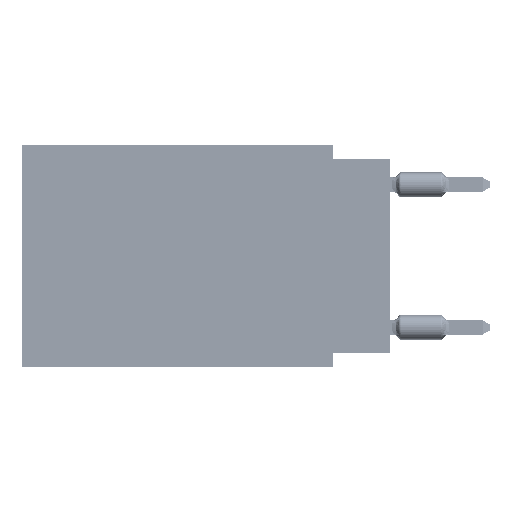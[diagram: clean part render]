
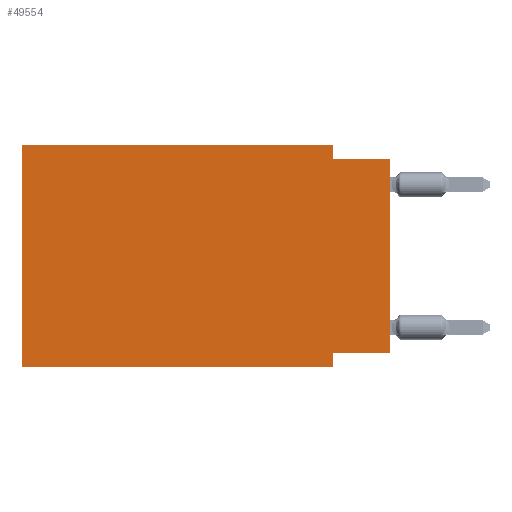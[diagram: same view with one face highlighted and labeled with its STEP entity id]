
A CAD part, left-side view. The second image highlights one B-rep face of the part: STEP entity #49554.
In plain terms, the highlighted planar face has unit normal (-1, 0, 0).
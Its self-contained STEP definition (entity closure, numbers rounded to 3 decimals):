
#2719 = LINE ( 'NONE', #50106, #63502 ) ;
#9080 = ORIENTED_EDGE ( 'NONE', *, *, #14398, .T. ) ;
#9422 = ORIENTED_EDGE ( 'NONE', *, *, #60272, .F. ) ;
#12543 = CARTESIAN_POINT ( 'NONE',  ( 0., 16.383, 0. ) ) ;
#14398 = EDGE_CURVE ( 'NONE', #26260, #31905, #19479, .T. ) ;
#19479 = LINE ( 'NONE', #57484, #74023 ) ;
#21305 = EDGE_CURVE ( 'NONE', #54436, #35462, #36031, .T. ) ;
#21520 = DIRECTION ( 'NONE',  ( 0., 0., -1. ) ) ;
#23093 = CARTESIAN_POINT ( 'NONE',  ( 0., 16.383, 0. ) ) ;
#23104 = DIRECTION ( 'NONE',  ( 0., 1., 0. ) ) ;
#23519 = CARTESIAN_POINT ( 'NONE',  ( 0., 0., -9.271 ) ) ;
#24647 = CARTESIAN_POINT ( 'NONE',  ( 0., 2.54, 0. ) ) ;
#26095 = VERTEX_POINT ( 'NONE', #12543 ) ;
#26260 = VERTEX_POINT ( 'NONE', #60340 ) ;
#26430 = VERTEX_POINT ( 'NONE', #49629 ) ;
#29130 = CARTESIAN_POINT ( 'NONE',  ( 0., 2.54, -0.635 ) ) ;
#29758 = VECTOR ( 'NONE', #21520, 1000. ) ;
#29776 = VECTOR ( 'NONE', #37773, 1000. ) ;
#30195 = LINE ( 'NONE', #31892, #61418 ) ;
#31892 = CARTESIAN_POINT ( 'NONE',  ( 0., 0., -0.635 ) ) ;
#31905 = VERTEX_POINT ( 'NONE', #32389 ) ;
#32104 = VECTOR ( 'NONE', #23104, 1000. ) ;
#32274 = CARTESIAN_POINT ( 'NONE',  ( 0., 16.383, 0. ) ) ;
#32389 = CARTESIAN_POINT ( 'NONE',  ( 0., 2.54, -9.906 ) ) ;
#35462 = VERTEX_POINT ( 'NONE', #29130 ) ;
#36031 = LINE ( 'NONE', #48844, #29758 ) ;
#36753 = DIRECTION ( 'NONE',  ( 0., 0., 1. ) ) ;
#36939 = EDGE_LOOP ( 'NONE', ( #53296, #78324, #60541, #72121, #75172, #9080, #9422, #47001 ) ) ;
#37773 = DIRECTION ( 'NONE',  ( 0., 0., 1. ) ) ;
#38235 = EDGE_CURVE ( 'NONE', #78305, #26430, #44600, .T. ) ;
#41273 = AXIS2_PLACEMENT_3D ( 'NONE', #58681, #52280, #78334 ) ;
#43181 = LINE ( 'NONE', #23093, #45608 ) ;
#44600 = LINE ( 'NONE', #50150, #29776 ) ;
#45608 = VECTOR ( 'NONE', #36753, 1000. ) ;
#47001 = ORIENTED_EDGE ( 'NONE', *, *, #82579, .F. ) ;
#47843 = EDGE_CURVE ( 'NONE', #35462, #26430, #30195, .T. ) ;
#48844 = CARTESIAN_POINT ( 'NONE',  ( 0., 2.54, 0. ) ) ;
#49554 = ADVANCED_FACE ( 'NONE', ( #53528 ), #79598, .F. ) ;
#49629 = CARTESIAN_POINT ( 'NONE',  ( 0., 0., -0.635 ) ) ;
#50106 = CARTESIAN_POINT ( 'NONE',  ( 0., 2.54, -9.906 ) ) ;
#50150 = CARTESIAN_POINT ( 'NONE',  ( 0., 0., 0. ) ) ;
#51113 = DIRECTION ( 'NONE',  ( 0., -1., 0. ) ) ;
#52280 = DIRECTION ( 'NONE',  ( 1., 0., 0. ) ) ;
#53164 = LINE ( 'NONE', #32274, #71081 ) ;
#53296 = ORIENTED_EDGE ( 'NONE', *, *, #38235, .T. ) ;
#53528 = FACE_OUTER_BOUND ( 'NONE', #36939, .T. ) ;
#54436 = VERTEX_POINT ( 'NONE', #24647 ) ;
#55855 = CARTESIAN_POINT ( 'NONE',  ( 0., 2.54, -9.271 ) ) ;
#56216 = EDGE_CURVE ( 'NONE', #26260, #26095, #43181, .T. ) ;
#56639 = DIRECTION ( 'NONE',  ( 0., -1., 0. ) ) ;
#56644 = VERTEX_POINT ( 'NONE', #55855 ) ;
#57484 = CARTESIAN_POINT ( 'NONE',  ( 0., 16.383, -9.906 ) ) ;
#58681 = CARTESIAN_POINT ( 'NONE',  ( 0., 16.383, 0. ) ) ;
#60272 = EDGE_CURVE ( 'NONE', #56644, #31905, #2719, .T. ) ;
#60340 = CARTESIAN_POINT ( 'NONE',  ( 0., 16.383, -9.906 ) ) ;
#60541 = ORIENTED_EDGE ( 'NONE', *, *, #21305, .F. ) ;
#61418 = VECTOR ( 'NONE', #56639, 1000. ) ;
#63502 = VECTOR ( 'NONE', #76143, 1000. ) ;
#66257 = EDGE_CURVE ( 'NONE', #26095, #54436, #53164, .T. ) ;
#71081 = VECTOR ( 'NONE', #72398, 1000. ) ;
#72121 = ORIENTED_EDGE ( 'NONE', *, *, #66257, .F. ) ;
#72398 = DIRECTION ( 'NONE',  ( 0., -1., 0. ) ) ;
#74023 = VECTOR ( 'NONE', #51113, 1000. ) ;
#74568 = CARTESIAN_POINT ( 'NONE',  ( 0., 0., -9.271 ) ) ;
#75172 = ORIENTED_EDGE ( 'NONE', *, *, #56216, .F. ) ;
#76143 = DIRECTION ( 'NONE',  ( 0., 0., -1. ) ) ;
#78305 = VERTEX_POINT ( 'NONE', #74568 ) ;
#78324 = ORIENTED_EDGE ( 'NONE', *, *, #47843, .F. ) ;
#78334 = DIRECTION ( 'NONE',  ( 0., 0., -1. ) ) ;
#79598 = PLANE ( 'NONE',  #41273 ) ;
#82579 = EDGE_CURVE ( 'NONE', #78305, #56644, #82881, .T. ) ;
#82881 = LINE ( 'NONE', #23519, #32104 ) ;
